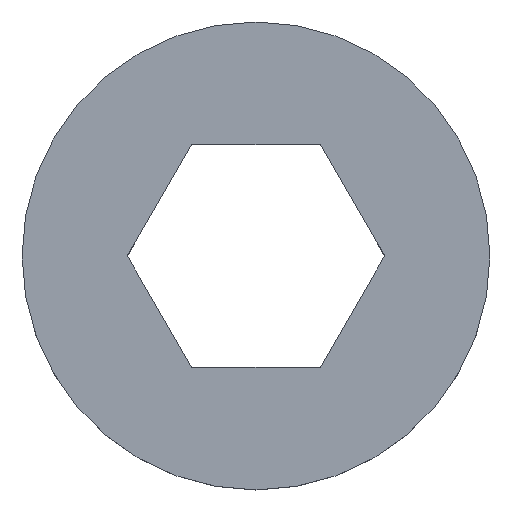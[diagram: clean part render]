
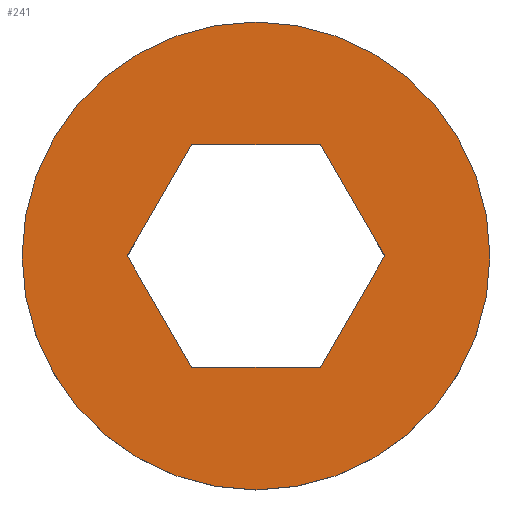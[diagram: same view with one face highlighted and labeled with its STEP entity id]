
A CAD part, top view. The second image highlights one B-rep face of the part: STEP entity #241.
In plain terms, the highlighted planar face has unit normal (0, 0, 1).
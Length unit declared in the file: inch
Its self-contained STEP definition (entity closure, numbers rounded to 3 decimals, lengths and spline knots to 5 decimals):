
#1 = VECTOR ( 'NONE', #172, 39.37008 ) ;
#6 = EDGE_CURVE ( 'NONE', #66, #228, #279, .T. ) ;
#11 = VERTEX_POINT ( 'NONE', #304 ) ;
#19 = LINE ( 'NONE', #160, #272 ) ;
#20 = AXIS2_PLACEMENT_3D ( 'NONE', #157, #43, #67 ) ;
#24 = CARTESIAN_POINT ( 'NONE',  ( -0.21651, 0., 0. ) ) ;
#35 = CARTESIAN_POINT ( 'NONE',  ( -0.10825, 0.1875, 0. ) ) ;
#43 = DIRECTION ( 'NONE',  ( 0., 0., 1. ) ) ;
#49 = LINE ( 'NONE', #128, #102 ) ;
#54 = CARTESIAN_POINT ( 'NONE',  ( -0.3937, 0., 0. ) ) ;
#55 = AXIS2_PLACEMENT_3D ( 'NONE', #131, #344, #105 ) ;
#57 = ORIENTED_EDGE ( 'NONE', *, *, #69, .T. ) ;
#61 = VERTEX_POINT ( 'NONE', #54 ) ;
#62 = CIRCLE ( 'NONE', #76, 0.3937 ) ;
#66 = VERTEX_POINT ( 'NONE', #89 ) ;
#67 = DIRECTION ( 'NONE',  ( 1., 0., 0. ) ) ;
#69 = EDGE_CURVE ( 'NONE', #61, #153, #203, .T. ) ;
#76 = AXIS2_PLACEMENT_3D ( 'NONE', #93, #209, #202 ) ;
#89 = CARTESIAN_POINT ( 'NONE',  ( -0.10825, -0.1875, 0. ) ) ;
#93 = CARTESIAN_POINT ( 'NONE',  ( 0., 0., 0. ) ) ;
#99 = ORIENTED_EDGE ( 'NONE', *, *, #236, .F. ) ;
#102 = VECTOR ( 'NONE', #295, 39.37008 ) ;
#104 = LINE ( 'NONE', #162, #211 ) ;
#105 = DIRECTION ( 'NONE',  ( 1., 0., 0. ) ) ;
#112 = ORIENTED_EDGE ( 'NONE', *, *, #184, .T. ) ;
#120 = EDGE_CURVE ( 'NONE', #259, #66, #341, .T. ) ;
#128 = CARTESIAN_POINT ( 'NONE',  ( 0.10825, 0.1875, 0. ) ) ;
#131 = CARTESIAN_POINT ( 'NONE',  ( 0., 0., 0. ) ) ;
#139 = EDGE_LOOP ( 'NONE', ( #99, #141, #313, #145, #307, #229 ) ) ;
#141 = ORIENTED_EDGE ( 'NONE', *, *, #6, .F. ) ;
#143 = VERTEX_POINT ( 'NONE', #35 ) ;
#145 = ORIENTED_EDGE ( 'NONE', *, *, #166, .F. ) ;
#148 = EDGE_LOOP ( 'NONE', ( #57, #112 ) ) ;
#152 = DIRECTION ( 'NONE',  ( 0.5, -0.866, 0. ) ) ;
#153 = VERTEX_POINT ( 'NONE', #210 ) ;
#157 = CARTESIAN_POINT ( 'NONE',  ( 0., 0., 0. ) ) ;
#160 = CARTESIAN_POINT ( 'NONE',  ( 0.10825, -0.1875, 0. ) ) ;
#161 = FACE_OUTER_BOUND ( 'NONE', #148, .T. ) ;
#162 = CARTESIAN_POINT ( 'NONE',  ( 0.21651, 0., 0. ) ) ;
#166 = EDGE_CURVE ( 'NONE', #143, #259, #260, .T. ) ;
#171 = VERTEX_POINT ( 'NONE', #338 ) ;
#172 = DIRECTION ( 'NONE',  ( 1., 0., 0. ) ) ;
#183 = DIRECTION ( 'NONE',  ( 0.5, 0.866, 0. ) ) ;
#184 = EDGE_CURVE ( 'NONE', #153, #61, #62, .T. ) ;
#197 = CARTESIAN_POINT ( 'NONE',  ( -0.10825, -0.1875, 0. ) ) ;
#202 = DIRECTION ( 'NONE',  ( 1., 0., 0. ) ) ;
#203 = CIRCLE ( 'NONE', #20, 0.3937 ) ;
#209 = DIRECTION ( 'NONE',  ( 0., 0., 1. ) ) ;
#210 = CARTESIAN_POINT ( 'NONE',  ( 0.3937, 0., 0. ) ) ;
#211 = VECTOR ( 'NONE', #213, 39.37008 ) ;
#213 = DIRECTION ( 'NONE',  ( -0.5, 0.866, 0. ) ) ;
#228 = VERTEX_POINT ( 'NONE', #293 ) ;
#229 = ORIENTED_EDGE ( 'NONE', *, *, #281, .F. ) ;
#235 = DIRECTION ( 'NONE',  ( -0.5, -0.866, 0. ) ) ;
#236 = EDGE_CURVE ( 'NONE', #228, #11, #19, .T. ) ;
#238 = VECTOR ( 'NONE', #235, 39.37008 ) ;
#241 = ADVANCED_FACE ( 'NONE', ( #161, #247 ), #323, .F. ) ;
#247 = FACE_BOUND ( 'NONE', #139, .T. ) ;
#253 = EDGE_CURVE ( 'NONE', #171, #143, #49, .T. ) ;
#259 = VERTEX_POINT ( 'NONE', #24 ) ;
#260 = LINE ( 'NONE', #337, #238 ) ;
#272 = VECTOR ( 'NONE', #183, 39.37008 ) ;
#279 = LINE ( 'NONE', #197, #1 ) ;
#281 = EDGE_CURVE ( 'NONE', #11, #171, #104, .T. ) ;
#293 = CARTESIAN_POINT ( 'NONE',  ( 0.10825, -0.1875, 0. ) ) ;
#295 = DIRECTION ( 'NONE',  ( -1., 0., 0. ) ) ;
#304 = CARTESIAN_POINT ( 'NONE',  ( 0.21651, 0., 0. ) ) ;
#307 = ORIENTED_EDGE ( 'NONE', *, *, #253, .F. ) ;
#310 = CARTESIAN_POINT ( 'NONE',  ( -0.21651, 0., 0. ) ) ;
#313 = ORIENTED_EDGE ( 'NONE', *, *, #120, .F. ) ;
#321 = VECTOR ( 'NONE', #152, 39.37008 ) ;
#323 = PLANE ( 'NONE',  #55 ) ;
#337 = CARTESIAN_POINT ( 'NONE',  ( -0.10825, 0.1875, 0. ) ) ;
#338 = CARTESIAN_POINT ( 'NONE',  ( 0.10825, 0.1875, 0. ) ) ;
#341 = LINE ( 'NONE', #310, #321 ) ;
#344 = DIRECTION ( 'NONE',  ( 0., 0., -1. ) ) ;
